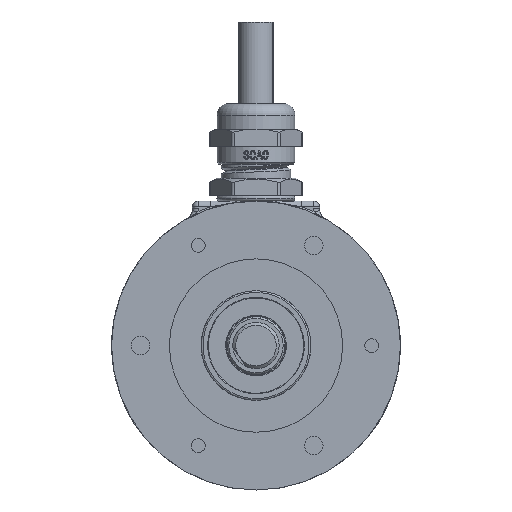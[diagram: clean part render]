
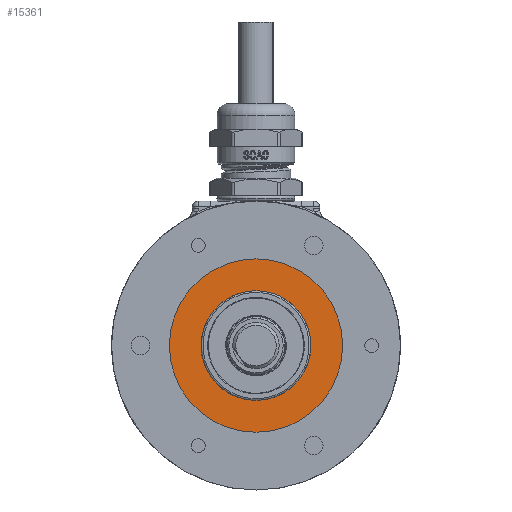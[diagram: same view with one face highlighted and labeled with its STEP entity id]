
A CAD part, front view. The second image highlights one B-rep face of the part: STEP entity #15361.
In plain terms, the highlighted planar face has unit normal (0, -1, 0).
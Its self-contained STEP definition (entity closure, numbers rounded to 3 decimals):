
#174 = CARTESIAN_POINT ( 'NONE',  ( -1.257, -12.935, 52.882 ) ) ;
#582 = DIRECTION ( 'NONE',  ( 0., 0., -1. ) ) ;
#1533 = EDGE_LOOP ( 'NONE', ( #4698, #10113 ) ) ;
#1586 = EDGE_LOOP ( 'NONE', ( #13134, #11361 ) ) ;
#3044 = DIRECTION ( 'NONE',  ( 0., 0., -1. ) ) ;
#4265 = CARTESIAN_POINT ( 'NONE',  ( -1.257, -12.935, 52.882 ) ) ;
#4447 = EDGE_CURVE ( 'NONE', #20492, #7607, #18325, .T. ) ;
#4524 = CARTESIAN_POINT ( 'NONE',  ( -1.257, -12.935, 37.882 ) ) ;
#4696 = DIRECTION ( 'NONE',  ( 0., 0., -1. ) ) ;
#4698 = ORIENTED_EDGE ( 'NONE', *, *, #11330, .T. ) ;
#4798 = FACE_BOUND ( 'NONE', #1586, .T. ) ;
#5964 = DIRECTION ( 'NONE',  ( 0., -1., 0. ) ) ;
#6060 = VERTEX_POINT ( 'NONE', #16133 ) ;
#6310 = DIRECTION ( 'NONE',  ( 0., -1., 0. ) ) ;
#6857 = DIRECTION ( 'NONE',  ( 0., 0., -1. ) ) ;
#7206 = DIRECTION ( 'NONE',  ( 0., -1., 0. ) ) ;
#7482 = AXIS2_PLACEMENT_3D ( 'NONE', #17379, #7206, #582 ) ;
#7607 = VERTEX_POINT ( 'NONE', #12834 ) ;
#8454 = CIRCLE ( 'NONE', #21198, 15. ) ;
#10113 = ORIENTED_EDGE ( 'NONE', *, *, #15851, .T. ) ;
#11258 = CARTESIAN_POINT ( 'NONE',  ( -16623.286, -12.935, 52.882 ) ) ;
#11330 = EDGE_CURVE ( 'NONE', #19516, #6060, #17101, .T. ) ;
#11361 = ORIENTED_EDGE ( 'NONE', *, *, #14920, .F. ) ;
#12159 = DIRECTION ( 'NONE',  ( 0., -1., 0. ) ) ;
#12834 = CARTESIAN_POINT ( 'NONE',  ( -1.257, -12.935, 62.382 ) ) ;
#12928 = DIRECTION ( 'NONE',  ( 0., -1., 0. ) ) ;
#12993 = CARTESIAN_POINT ( 'NONE',  ( -1.257, -12.935, 52.882 ) ) ;
#13134 = ORIENTED_EDGE ( 'NONE', *, *, #4447, .F. ) ;
#13511 = CIRCLE ( 'NONE', #19070, 9.5 ) ;
#14920 = EDGE_CURVE ( 'NONE', #7607, #20492, #13511, .T. ) ;
#15361 = ADVANCED_FACE ( 'NONE', ( #19443, #4798 ), #19700, .T. ) ;
#15851 = EDGE_CURVE ( 'NONE', #6060, #19516, #8454, .T. ) ;
#16133 = CARTESIAN_POINT ( 'NONE',  ( -1.257, -12.935, 67.882 ) ) ;
#17101 = CIRCLE ( 'NONE', #7482, 15. ) ;
#17379 = CARTESIAN_POINT ( 'NONE',  ( -1.257, -12.935, 52.882 ) ) ;
#17605 = AXIS2_PLACEMENT_3D ( 'NONE', #174, #12159, #6857 ) ;
#17677 = DIRECTION ( 'NONE',  ( 0., 0., -1. ) ) ;
#17871 = CARTESIAN_POINT ( 'NONE',  ( -1.257, -12.935, 43.382 ) ) ;
#18325 = CIRCLE ( 'NONE', #17605, 9.5 ) ;
#19070 = AXIS2_PLACEMENT_3D ( 'NONE', #4265, #5964, #17677 ) ;
#19443 = FACE_OUTER_BOUND ( 'NONE', #1533, .T. ) ;
#19516 = VERTEX_POINT ( 'NONE', #4524 ) ;
#19700 = PLANE ( 'NONE',  #20623 ) ;
#20492 = VERTEX_POINT ( 'NONE', #17871 ) ;
#20623 = AXIS2_PLACEMENT_3D ( 'NONE', #11258, #6310, #4696 ) ;
#21198 = AXIS2_PLACEMENT_3D ( 'NONE', #12993, #12928, #3044 ) ;
